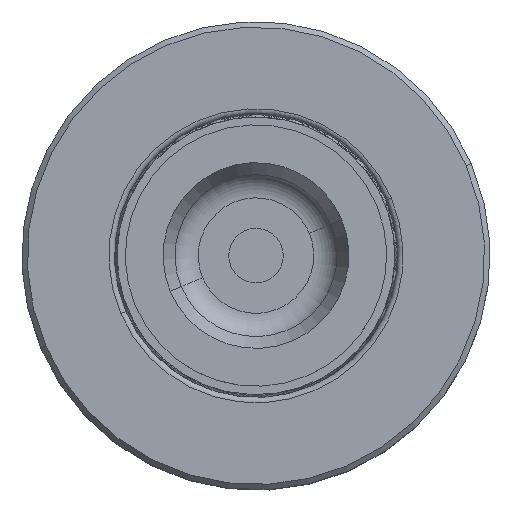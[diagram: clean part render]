
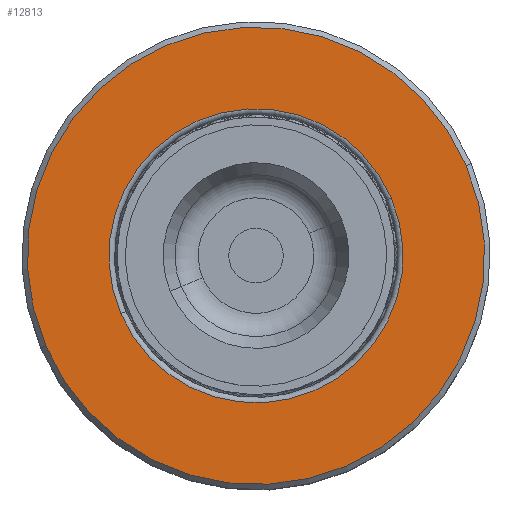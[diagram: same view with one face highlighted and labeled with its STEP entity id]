
A CAD part, top view. The second image highlights one B-rep face of the part: STEP entity #12813.
In plain terms, the highlighted face is planar.
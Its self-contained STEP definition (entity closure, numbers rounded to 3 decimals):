
#811 = EDGE_CURVE ( 'NONE', #33038, #11293, #35295, .T. ) ;
#2067 = AXIS2_PLACEMENT_3D ( 'NONE', #38317, #19432, #29039 ) ;
#3547 = VERTEX_POINT ( 'NONE', #32893 ) ;
#5939 = AXIS2_PLACEMENT_3D ( 'NONE', #20862, #11983, #15192 ) ;
#6615 = FACE_OUTER_BOUND ( 'NONE', #13359, .T. ) ;
#11199 = CARTESIAN_POINT ( 'NONE',  ( 0., 10.687, 21. ) ) ;
#11293 = VERTEX_POINT ( 'NONE', #11199 ) ;
#11832 = ORIENTED_EDGE ( 'NONE', *, *, #811, .F. ) ;
#11983 = DIRECTION ( 'NONE',  ( 0., -1., 0. ) ) ;
#12134 = ORIENTED_EDGE ( 'NONE', *, *, #34543, .T. ) ;
#12813 = ADVANCED_FACE ( 'NONE', ( #31983, #6615 ), #13067, .T. ) ;
#13067 = PLANE ( 'NONE',  #22061 ) ;
#13359 = EDGE_LOOP ( 'NONE', ( #11832, #24774 ) ) ;
#13784 = CARTESIAN_POINT ( 'NONE',  ( 0., 10.687, 0. ) ) ;
#15192 = DIRECTION ( 'NONE',  ( 0., 0., -1. ) ) ;
#16836 = DIRECTION ( 'NONE',  ( 0., 0., 1. ) ) ;
#18639 = EDGE_LOOP ( 'NONE', ( #12134, #32995 ) ) ;
#19432 = DIRECTION ( 'NONE',  ( 0., -1., 0. ) ) ;
#19439 = VERTEX_POINT ( 'NONE', #38638 ) ;
#20862 = CARTESIAN_POINT ( 'NONE',  ( 0., 10.687, 0. ) ) ;
#21006 = EDGE_CURVE ( 'NONE', #11293, #33038, #27195, .T. ) ;
#22061 = AXIS2_PLACEMENT_3D ( 'NONE', #29066, #35879, #16836 ) ;
#22798 = DIRECTION ( 'NONE',  ( 0., -1., 0. ) ) ;
#23834 = CARTESIAN_POINT ( 'NONE',  ( 0., 10.687, -21. ) ) ;
#24134 = CIRCLE ( 'NONE', #40047, 13.5 ) ;
#24774 = ORIENTED_EDGE ( 'NONE', *, *, #21006, .F. ) ;
#26079 = DIRECTION ( 'NONE',  ( 0., 0., -1. ) ) ;
#27195 = CIRCLE ( 'NONE', #2067, 21. ) ;
#27837 = AXIS2_PLACEMENT_3D ( 'NONE', #35273, #28740, #26079 ) ;
#28740 = DIRECTION ( 'NONE',  ( 0., -1., 0. ) ) ;
#29039 = DIRECTION ( 'NONE',  ( 0., 0., -1. ) ) ;
#29066 = CARTESIAN_POINT ( 'NONE',  ( 21., 10.687, 0. ) ) ;
#31145 = CIRCLE ( 'NONE', #27837, 13.5 ) ;
#31983 = FACE_BOUND ( 'NONE', #18639, .T. ) ;
#32778 = EDGE_CURVE ( 'NONE', #3547, #19439, #31145, .T. ) ;
#32893 = CARTESIAN_POINT ( 'NONE',  ( 0., 10.687, 13.5 ) ) ;
#32995 = ORIENTED_EDGE ( 'NONE', *, *, #32778, .T. ) ;
#33038 = VERTEX_POINT ( 'NONE', #23834 ) ;
#34543 = EDGE_CURVE ( 'NONE', #19439, #3547, #24134, .T. ) ;
#35273 = CARTESIAN_POINT ( 'NONE',  ( 0., 10.687, 0. ) ) ;
#35295 = CIRCLE ( 'NONE', #5939, 21. ) ;
#35879 = DIRECTION ( 'NONE',  ( 0., 1., 0. ) ) ;
#36029 = DIRECTION ( 'NONE',  ( 0., 0., -1. ) ) ;
#38317 = CARTESIAN_POINT ( 'NONE',  ( 0., 10.687, 0. ) ) ;
#38638 = CARTESIAN_POINT ( 'NONE',  ( 0., 10.687, -13.5 ) ) ;
#40047 = AXIS2_PLACEMENT_3D ( 'NONE', #13784, #22798, #36029 ) ;
